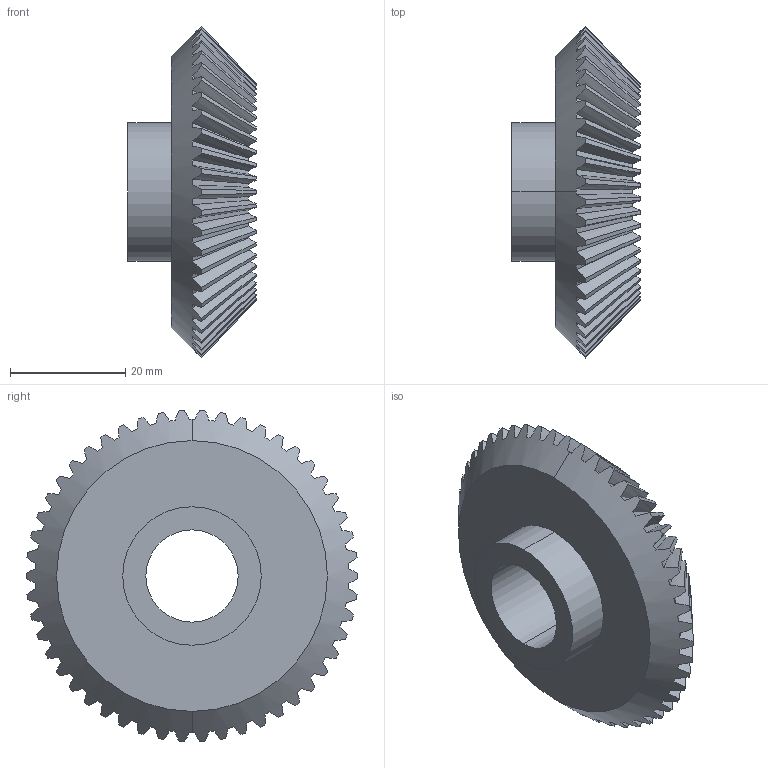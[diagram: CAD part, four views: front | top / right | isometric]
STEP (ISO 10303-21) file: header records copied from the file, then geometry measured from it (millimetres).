
FILE_DESCRIPTION (( 'STEP AP214' ), '1' );
FILE_NAME ('bevel_c.step', '2016-08-26T18:56:49', ( '' ), ( '' ), 'SwSTEP 2.0', 'SolidWorks 2015', '' );
FILE_SCHEMA (( 'AUTOMOTIVE_DESIGN' ));
Length unit declared in the file: inch
Products named in the file (1): bevel_c
Bounding box: 22.21 x 57.55 x 57.49 mm (x, y, z)
Volume: 23544.3 mm3; surface area: 8872.5 mm2
Topology: 1 solids, 1 shells, 218 faces, 638 edges, 424 vertices
Faces by surface type: plane 104, bspline 100, cone 6, cylinder 6, torus 2
Entity records: 10526 total; most frequent: CARTESIAN_POINT 5781, ORIENTED_EDGE 1276, EDGE_CURVE 638, DIRECTION 494, VERTEX_POINT 424, B_SPLINE_CURVE_WITH_KNOTS 402, EDGE_LOOP 222, FACE_OUTER_BOUND 218
